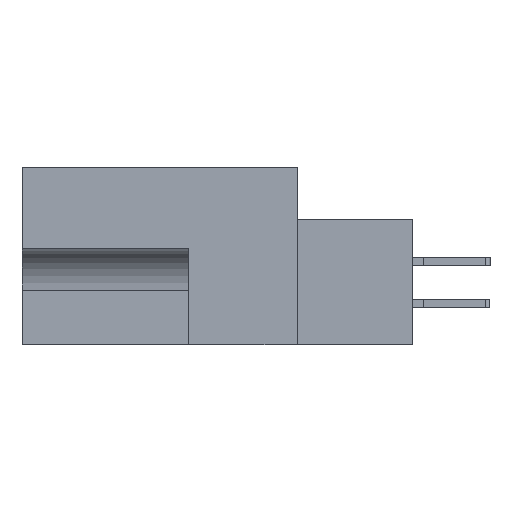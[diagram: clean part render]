
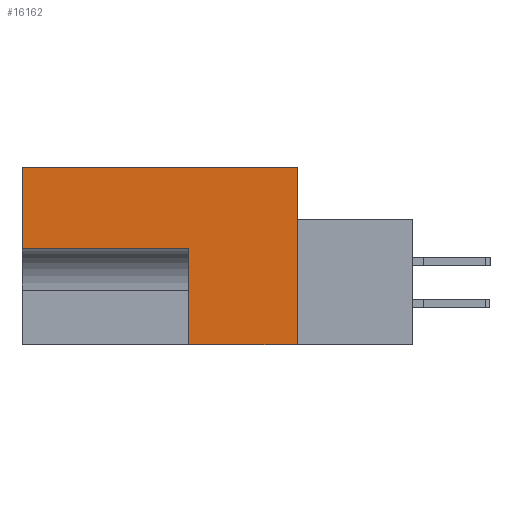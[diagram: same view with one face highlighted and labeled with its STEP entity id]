
A CAD part, left-side view. The second image highlights one B-rep face of the part: STEP entity #16162.
In plain terms, the highlighted planar face has unit normal (-1, 0, 0).
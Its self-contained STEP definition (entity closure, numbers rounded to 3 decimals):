
#541 = VERTEX_POINT ( 'NONE', #15385 ) ;
#781 = AXIS2_PLACEMENT_3D ( 'NONE', #12299, #25736, #9990 ) ;
#786 = ORIENTED_EDGE ( 'NONE', *, *, #17431, .F. ) ;
#921 = CARTESIAN_POINT ( 'NONE',  ( 0., 20.955, -6.172 ) ) ;
#2088 = VECTOR ( 'NONE', #3515, 1000. ) ;
#2347 = CARTESIAN_POINT ( 'NONE',  ( 0., -8.814, -13.487 ) ) ;
#2425 = VERTEX_POINT ( 'NONE', #23249 ) ;
#2775 = LINE ( 'NONE', #12890, #16480 ) ;
#2854 = LINE ( 'NONE', #7028, #25614 ) ;
#3136 = LINE ( 'NONE', #2347, #24785 ) ;
#3331 = ORIENTED_EDGE ( 'NONE', *, *, #24807, .F. ) ;
#3515 = DIRECTION ( 'NONE',  ( 0., 1., 0. ) ) ;
#4296 = VECTOR ( 'NONE', #9116, 1000. ) ;
#5525 = CARTESIAN_POINT ( 'NONE',  ( 0., 8.255, -13.487 ) ) ;
#7028 = CARTESIAN_POINT ( 'NONE',  ( 0., 11.506, 0. ) ) ;
#8525 = VERTEX_POINT ( 'NONE', #921 ) ;
#8627 = LINE ( 'NONE', #11545, #4296 ) ;
#8670 = CARTESIAN_POINT ( 'NONE',  ( 0., 8.255, -6.172 ) ) ;
#9116 = DIRECTION ( 'NONE',  ( 0., 0., -1. ) ) ;
#9990 = DIRECTION ( 'NONE',  ( 0., 0., -1. ) ) ;
#11392 = EDGE_CURVE ( 'NONE', #541, #2425, #2854, .T. ) ;
#11545 = CARTESIAN_POINT ( 'NONE',  ( 0., 0., 0. ) ) ;
#12175 = LINE ( 'NONE', #28623, #2088 ) ;
#12299 = CARTESIAN_POINT ( 'NONE',  ( 0., 0., 0. ) ) ;
#12488 = DIRECTION ( 'NONE',  ( 0., 0., 1. ) ) ;
#12618 = EDGE_CURVE ( 'NONE', #8525, #541, #2775, .T. ) ;
#12890 = CARTESIAN_POINT ( 'NONE',  ( 0., 20.955, -13.487 ) ) ;
#13520 = LINE ( 'NONE', #5525, #23629 ) ;
#15241 = ORIENTED_EDGE ( 'NONE', *, *, #18682, .F. ) ;
#15385 = CARTESIAN_POINT ( 'NONE',  ( 0., 20.955, 0. ) ) ;
#16162 = ADVANCED_FACE ( 'NONE', ( #25601 ), #16643, .F. ) ;
#16480 = VECTOR ( 'NONE', #22288, 1000. ) ;
#16643 = PLANE ( 'NONE',  #781 ) ;
#17380 = ORIENTED_EDGE ( 'NONE', *, *, #23317, .F. ) ;
#17431 = EDGE_CURVE ( 'NONE', #22284, #25050, #3136, .T. ) ;
#18287 = DIRECTION ( 'NONE',  ( 0., 1., 0. ) ) ;
#18682 = EDGE_CURVE ( 'NONE', #25050, #26739, #13520, .T. ) ;
#19783 = CARTESIAN_POINT ( 'NONE',  ( 0., 0., -13.487 ) ) ;
#19809 = EDGE_LOOP ( 'NONE', ( #786, #3331, #29303, #21296, #17380, #15241 ) ) ;
#21296 = ORIENTED_EDGE ( 'NONE', *, *, #12618, .F. ) ;
#22284 = VERTEX_POINT ( 'NONE', #19783 ) ;
#22288 = DIRECTION ( 'NONE',  ( 0., 0., 1. ) ) ;
#23249 = CARTESIAN_POINT ( 'NONE',  ( 0., 0., 0. ) ) ;
#23317 = EDGE_CURVE ( 'NONE', #26739, #8525, #12175, .T. ) ;
#23629 = VECTOR ( 'NONE', #12488, 1000. ) ;
#24785 = VECTOR ( 'NONE', #18287, 1000. ) ;
#24807 = EDGE_CURVE ( 'NONE', #2425, #22284, #8627, .T. ) ;
#25050 = VERTEX_POINT ( 'NONE', #28562 ) ;
#25398 = DIRECTION ( 'NONE',  ( 0., -1., 0. ) ) ;
#25601 = FACE_OUTER_BOUND ( 'NONE', #19809, .T. ) ;
#25614 = VECTOR ( 'NONE', #25398, 1000. ) ;
#25736 = DIRECTION ( 'NONE',  ( 1., 0., 0. ) ) ;
#26739 = VERTEX_POINT ( 'NONE', #8670 ) ;
#28562 = CARTESIAN_POINT ( 'NONE',  ( 0., 8.255, -13.487 ) ) ;
#28623 = CARTESIAN_POINT ( 'NONE',  ( 0., 8.255, -6.172 ) ) ;
#29303 = ORIENTED_EDGE ( 'NONE', *, *, #11392, .F. ) ;
